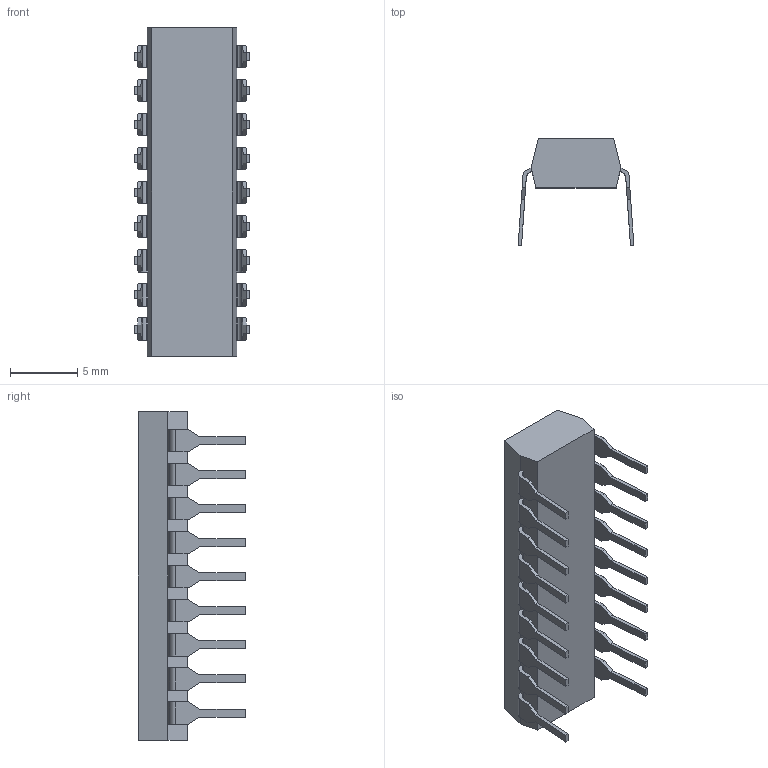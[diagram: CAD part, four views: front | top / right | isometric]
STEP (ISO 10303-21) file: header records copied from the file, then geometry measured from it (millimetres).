
FILE_DESCRIPTION((''),'2;1');
FILE_NAME('4120R-601','2012-08-22T',('ryans'),('Bourns, Inc.'),'PRO/ENGINEER BY PARAMETRIC TECHNOLOGY CORPORATION, 2010100','PRO/ENGINEER BY PARAMETRIC TECHNOLOGY CORPORATION, 2010100','');
FILE_SCHEMA(('CONFIG_CONTROL_DESIGN'));
Length unit declared in the file: millimetre
Products named in the file (1): 4120R-601
Bounding box: 8.64 x 8 x 24.51 mm (x, y, z)
Volume: 588.9 mm3; surface area: 773.1 mm2
Topology: 1 solids, 1 shells, 242 faces, 666 edges, 444 vertices
Faces by surface type: plane 206, cylinder 36
Entity records: 7640 total; most frequent: CARTESIAN_POINT 1352, ORIENTED_EDGE 1332, DIRECTION 1222, EDGE_CURVE 666, VECTOR 594, LINE 594, VERTEX_POINT 444, AXIS2_PLACEMENT_3D 314
